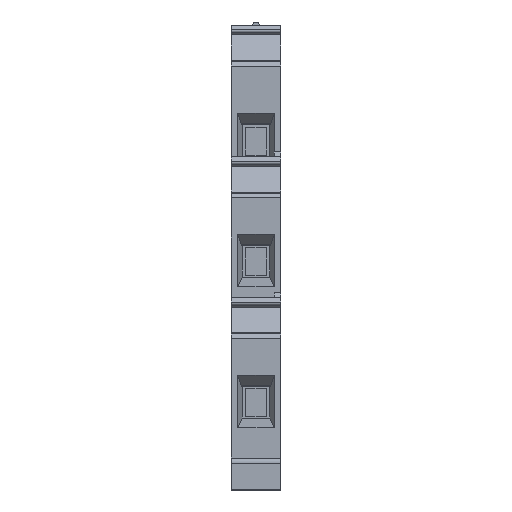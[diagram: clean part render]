
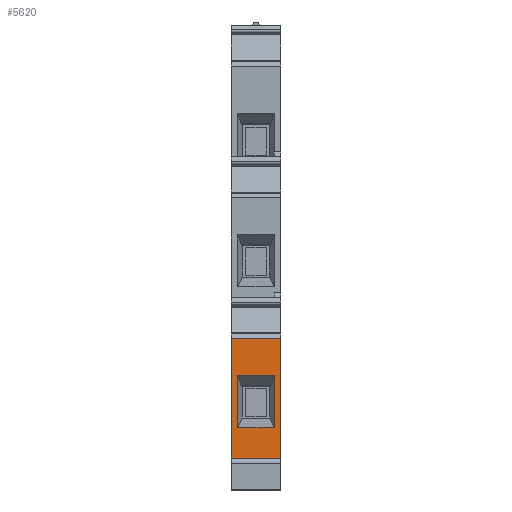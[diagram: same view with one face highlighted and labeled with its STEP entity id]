
A CAD part, left-side view. The second image highlights one B-rep face of the part: STEP entity #5620.
In plain terms, the highlighted planar face has unit normal (-1, 0, 0).
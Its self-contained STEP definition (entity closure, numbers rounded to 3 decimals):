
#581=ORIENTED_EDGE('',*,*,#2115,.T.);
#582=ORIENTED_EDGE('',*,*,#2116,.T.);
#583=ORIENTED_EDGE('',*,*,#2117,.F.);
#584=ORIENTED_EDGE('',*,*,#2118,.F.);
#585=ORIENTED_EDGE('',*,*,#2113,.T.);
#586=ORIENTED_EDGE('',*,*,#2111,.T.);
#587=ORIENTED_EDGE('',*,*,#2119,.T.);
#588=ORIENTED_EDGE('',*,*,#2120,.T.);
#589=ORIENTED_EDGE('',*,*,#2121,.T.);
#590=ORIENTED_EDGE('',*,*,#2122,.F.);
#2111=EDGE_CURVE('',#2878,#2881,#3472,.T.);
#2113=EDGE_CURVE('',#2883,#2878,#3474,.T.);
#2115=EDGE_CURVE('',#2881,#2884,#3476,.T.);
#2116=EDGE_CURVE('',#2884,#2885,#3477,.T.);
#2117=EDGE_CURVE('',#2886,#2885,#3478,.T.);
#2118=EDGE_CURVE('',#2883,#2886,#3479,.T.);
#2119=EDGE_CURVE('',#2887,#2888,#3480,.T.);
#2120=EDGE_CURVE('',#2888,#2889,#3481,.T.);
#2121=EDGE_CURVE('',#2889,#2890,#3482,.T.);
#2122=EDGE_CURVE('',#2887,#2890,#3483,.T.);
#2878=VERTEX_POINT('',#8332);
#2881=VERTEX_POINT('',#8338);
#2883=VERTEX_POINT('',#8344);
#2884=VERTEX_POINT('',#8348);
#2885=VERTEX_POINT('',#8350);
#2886=VERTEX_POINT('',#8352);
#2887=VERTEX_POINT('',#8355);
#2888=VERTEX_POINT('',#8356);
#2889=VERTEX_POINT('',#8358);
#2890=VERTEX_POINT('',#8360);
#3472=LINE('',#8339,#4161);
#3474=LINE('',#8343,#4163);
#3476=LINE('',#8347,#4165);
#3477=LINE('',#8349,#4166);
#3478=LINE('',#8351,#4167);
#3479=LINE('',#8353,#4168);
#3480=LINE('',#8354,#4169);
#3481=LINE('',#8357,#4170);
#3482=LINE('',#8359,#4171);
#3483=LINE('',#8361,#4172);
#4161=VECTOR('',#6703,1000.);
#4163=VECTOR('',#6707,1000.);
#4165=VECTOR('',#6711,1000.);
#4166=VECTOR('',#6712,1000.);
#4167=VECTOR('',#6713,1000.);
#4168=VECTOR('',#6714,1000.);
#4169=VECTOR('',#6715,1000.);
#4170=VECTOR('',#6716,1000.);
#4171=VECTOR('',#6717,1000.);
#4172=VECTOR('',#6718,1000.);
#4707=EDGE_LOOP('',(#581,#582,#583,#584,#585,#586));
#4708=EDGE_LOOP('',(#587,#588,#589,#590));
#5041=FACE_BOUND('',#4707,.T.);
#5042=FACE_BOUND('',#4708,.T.);
#5359=PLANE('',#5956);
#5620=ADVANCED_FACE('',(#5041,#5042),#5359,.F.);
#5956=AXIS2_PLACEMENT_3D('',#8346,#6709,#6710);
#6703=DIRECTION('',(0.,0.,-1.));
#6707=DIRECTION('',(0.,-1.,0.));
#6709=DIRECTION('',(1.,0.,0.));
#6710=DIRECTION('',(0.,0.,-1.));
#6711=DIRECTION('',(0.,-1.,0.));
#6712=DIRECTION('',(0.,0.,1.));
#6713=DIRECTION('',(0.,-1.,0.));
#6714=DIRECTION('',(0.,0.,1.));
#6715=DIRECTION('',(0.,-1.,0.));
#6716=DIRECTION('',(0.,0.,-1.));
#6717=DIRECTION('',(0.,1.,0.));
#6718=DIRECTION('',(0.,0.,-1.));
#8332=CARTESIAN_POINT('',(-41.836,2.3,-21.185));
#8338=CARTESIAN_POINT('',(-41.836,2.3,-24.185));
#8339=CARTESIAN_POINT('',(-41.836,2.3,-19.685));
#8343=CARTESIAN_POINT('',(-41.836,99.388,-21.185));
#8344=CARTESIAN_POINT('',(-41.836,3.1,-21.185));
#8346=CARTESIAN_POINT('',(-41.836,3.1,-24.185));
#8347=CARTESIAN_POINT('',(-41.836,3.1,-24.185));
#8348=CARTESIAN_POINT('',(-41.836,-3.1,-24.185));
#8349=CARTESIAN_POINT('',(-41.836,-3.1,-24.185));
#8350=CARTESIAN_POINT('',(-41.836,-3.1,-6.235));
#8351=CARTESIAN_POINT('',(-41.836,3.1,-6.235));
#8352=CARTESIAN_POINT('',(-41.836,3.1,-6.235));
#8353=CARTESIAN_POINT('',(-41.836,3.1,-24.185));
#8354=CARTESIAN_POINT('',(-41.836,102.493,-10.821));
#8355=CARTESIAN_POINT('',(-41.836,2.3,-10.821));
#8356=CARTESIAN_POINT('',(-41.836,-2.3,-10.821));
#8357=CARTESIAN_POINT('',(-41.836,-2.3,-17.335));
#8358=CARTESIAN_POINT('',(-41.836,-2.3,-17.335));
#8359=CARTESIAN_POINT('',(-41.836,-3.1,-17.335));
#8360=CARTESIAN_POINT('',(-41.836,2.3,-17.335));
#8361=CARTESIAN_POINT('',(-41.836,2.3,-17.335));
